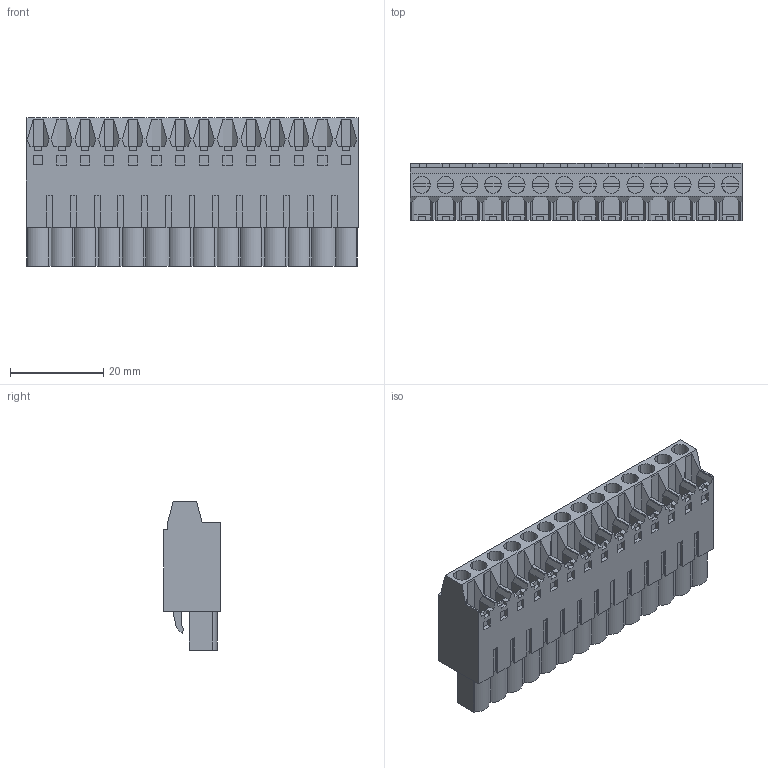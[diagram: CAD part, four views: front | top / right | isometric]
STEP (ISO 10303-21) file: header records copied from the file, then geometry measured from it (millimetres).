
FILE_DESCRIPTION(('CATIA V5 STEP Exchange','CAx-IF Rec.Pracs.--- Model Styling and Organization---1.2---2011-12-15'),'2;1');
FILE_NAME ('D1452495_0_1500760000_1500760000.stp','2017-06-21T12:59:22+00:00',('none'),('Weidmueller'),'CATIA Version 5-6 Release 2014','CATIA V5 STEP AP214','none');
FILE_SCHEMA(('AUTOMOTIVE_DESIGN { 1 0 10303 214 1 1 1 1 }'));
Length unit declared in the file: millimetre
Products named in the file (1): 1500760000
Bounding box: 71.12 x 12.2 x 31.8 mm (x, y, z)
Volume: 18124.7 mm3; surface area: 11067.3 mm2
Topology: 15 solids, 15 shells, 1044 faces, 2921 edges, 1966 vertices
Faces by surface type: plane 946, cylinder 98
Entity records: 30471 total; most frequent: ORIENTED_EDGE 5842, CARTESIAN_POINT 5455, DIRECTION 4019, EDGE_CURVE 2921, VECTOR 2657, LINE 2657, VERTEX_POINT 1966, EDGE_LOOP 1103
